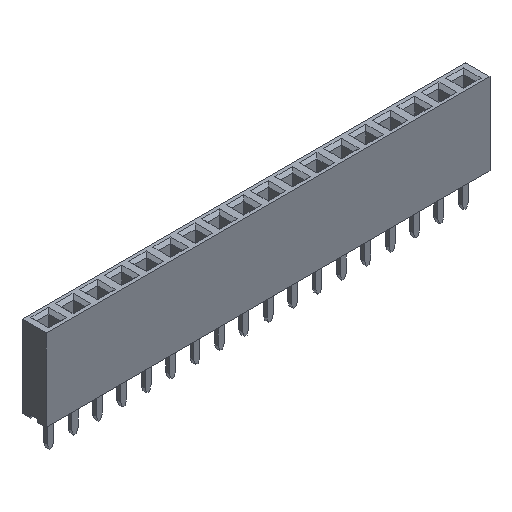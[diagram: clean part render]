
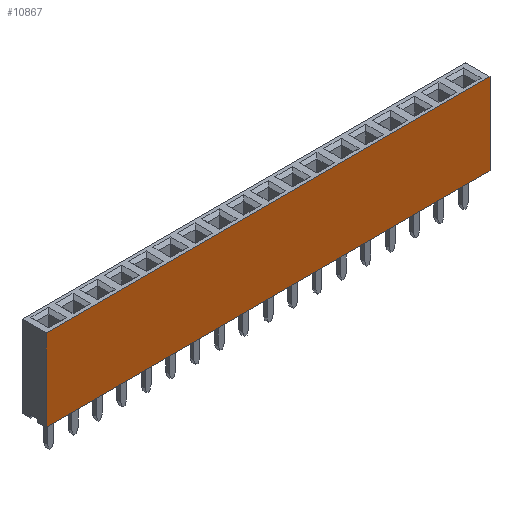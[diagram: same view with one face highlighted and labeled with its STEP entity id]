
A CAD part, isometric view. The second image highlights one B-rep face of the part: STEP entity #10867.
In plain terms, the highlighted planar face has unit normal (0, -1, 0).
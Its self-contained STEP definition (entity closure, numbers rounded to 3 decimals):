
#683=FACE_OUTER_BOUND('',#1318,.T.);
#1318=EDGE_LOOP('',(#8073,#8074,#8075,#8076));
#1649=LINE('',#14154,#2904);
#1745=LINE('',#14642,#3000);
#2398=LINE('',#16148,#3653);
#2413=LINE('',#16176,#3668);
#2904=VECTOR('',#11780,1.);
#3000=VECTOR('',#11940,1.);
#3653=VECTOR('',#13109,1.);
#3668=VECTOR('',#13130,1.);
#4159=VERTEX_POINT('',#14151);
#4160=VERTEX_POINT('',#14153);
#4332=VERTEX_POINT('',#14639);
#4769=VERTEX_POINT('',#16146);
#5121=EDGE_CURVE('',#4159,#4160,#1649,.T.);
#5295=EDGE_CURVE('',#4332,#4160,#1745,.T.);
#5958=EDGE_CURVE('',#4769,#4159,#2398,.T.);
#5973=EDGE_CURVE('',#4769,#4332,#2413,.T.);
#8073=ORIENTED_EDGE('',*,*,#5295,.T.);
#8074=ORIENTED_EDGE('',*,*,#5121,.F.);
#8075=ORIENTED_EDGE('',*,*,#5958,.F.);
#8076=ORIENTED_EDGE('',*,*,#5973,.T.);
#9816=PLANE('',#11506);
#10867=ADVANCED_FACE('',(#683),#9816,.F.);
#11506=AXIS2_PLACEMENT_3D('',#16177,#13131,#13132);
#11780=DIRECTION('',(0.,0.,-1.));
#11940=DIRECTION('',(1.,0.,0.));
#13109=DIRECTION('',(1.,0.,0.));
#13130=DIRECTION('',(0.,0.,-1.));
#13131=DIRECTION('center_axis',(0.,1.,0.));
#13132=DIRECTION('ref_axis',(0.,0.,1.));
#14151=CARTESIAN_POINT('',(23.11,-1.25,8.7));
#14153=CARTESIAN_POINT('',(23.11,-1.25,0.2));
#14154=CARTESIAN_POINT('',(23.11,-1.25,8.7));
#14639=CARTESIAN_POINT('',(-23.11,-1.25,0.2));
#14642=CARTESIAN_POINT('',(-23.11,-1.25,0.2));
#16146=CARTESIAN_POINT('',(-23.11,-1.25,8.7));
#16148=CARTESIAN_POINT('',(-23.11,-1.25,8.7));
#16176=CARTESIAN_POINT('',(-23.11,-1.25,8.7));
#16177=CARTESIAN_POINT('Origin',(-23.11,-1.25,8.7));
